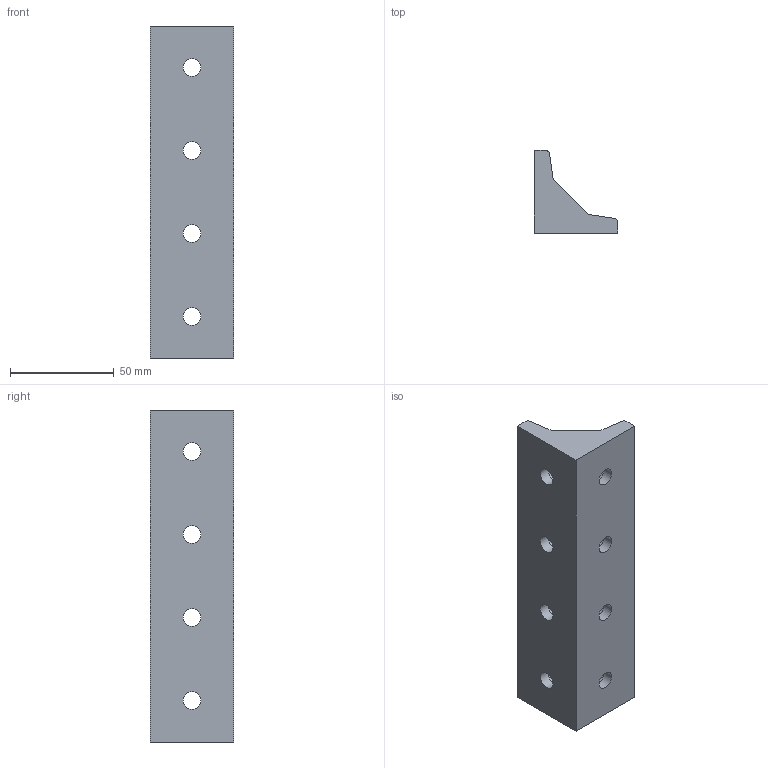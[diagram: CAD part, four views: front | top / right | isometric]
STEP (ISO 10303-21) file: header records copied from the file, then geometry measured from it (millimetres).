
FILE_DESCRIPTION(/* description */ ('Aluwinkel-40x40x120'),/* implementation_level */ '2;1');
FILE_NAME(/* name */ '11465_KriTec_Winkel_8_40x40x160.stp',/* time_stamp */ '2016-07-15T12:13:37+02:00',/* author */ ('Steiner'),/* organization */ (''),/* preprocessor_version */ 'ST-DEVELOPER v16.1',/* originating_system */ 'Autodesk Inventor 2016',/* authorisation */ '');
FILE_SCHEMA (('AUTOMOTIVE_DESIGN { 1 0 10303 214 3 1 1 }'));
Length unit declared in the file: millimetre
Products named in the file (1): 11465_KriTec_Winkel_8_40x40x160
Bounding box: 40 x 40 x 160 mm (x, y, z)
Volume: 108041.9 mm3; surface area: 27561.8 mm2
Topology: 1 solids, 1 shells, 39 faces, 111 edges, 74 vertices
Faces by surface type: plane 21, cylinder 18
Full cylindrical faces by diameter (mm): 8.5 x8, 13.5 x8
Entity records: 1205 total; most frequent: DIRECTION 223, CARTESIAN_POINT 193, ORIENTED_EDGE 174, AXIS2_PLACEMENT_3D 96, EDGE_CURVE 87, EDGE_LOOP 71, VERTEX_POINT 66, FACE_OUTER_BOUND 39
